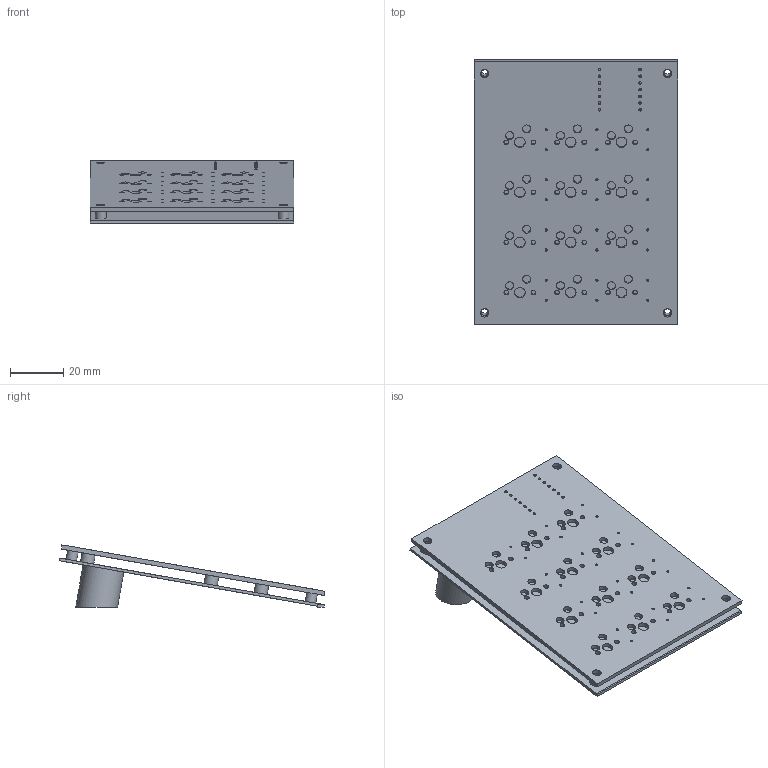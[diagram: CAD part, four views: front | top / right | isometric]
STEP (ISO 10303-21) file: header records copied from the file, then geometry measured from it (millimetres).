
FILE_DESCRIPTION(/* description */ ('KiCad electronic assembly'),/* implementation_level */ '2;1');
FILE_NAME(/* name */ 'johnpad-case.step',/* time_stamp */ '2024-10-01T16:28:21-05:00',/* author */ (''),/* organization */ (''),/* preprocessor_version */ 'ST-DEVELOPER v20',/* originating_system */ 'Autodesk Translation Framework v13.20.0.188',/* authorisation */ '');
FILE_SCHEMA (('AUTOMOTIVE_DESIGN { 1 0 10303 214 3 1 1 }'));
Length unit declared in the file: millimetre
Products named in the file (2): hackpad 1; hackpad2_PCB
Assembly tree (1 placements, depth 2):
  hackpad 1
    hackpad2_PCB
Bounding box: 76.45 x 99.52 x 23.33 mm (x, y, z)
Volume: 24878.2 mm3; surface area: 33754.8 mm2
Topology: 2 solids, 2 shells, 144 faces, 387 edges, 258 vertices
Faces by surface type: cylinder 117, plane 27
Full cylindrical faces by diameter (mm): 0.8 x24, 1 x14, 1.75 x24, 2.529 x4, 3.05 x24, 3.2 x4, 4 x16, 5 x5, 15 x2
Entity records: 5130 total; most frequent: DIRECTION 915, CARTESIAN_POINT 792, ORIENTED_EDGE 774, EDGE_CURVE 387, AXIS2_PLACEMENT_3D 381, EDGE_LOOP 367, VERTEX_POINT 258, CIRCLE 232
